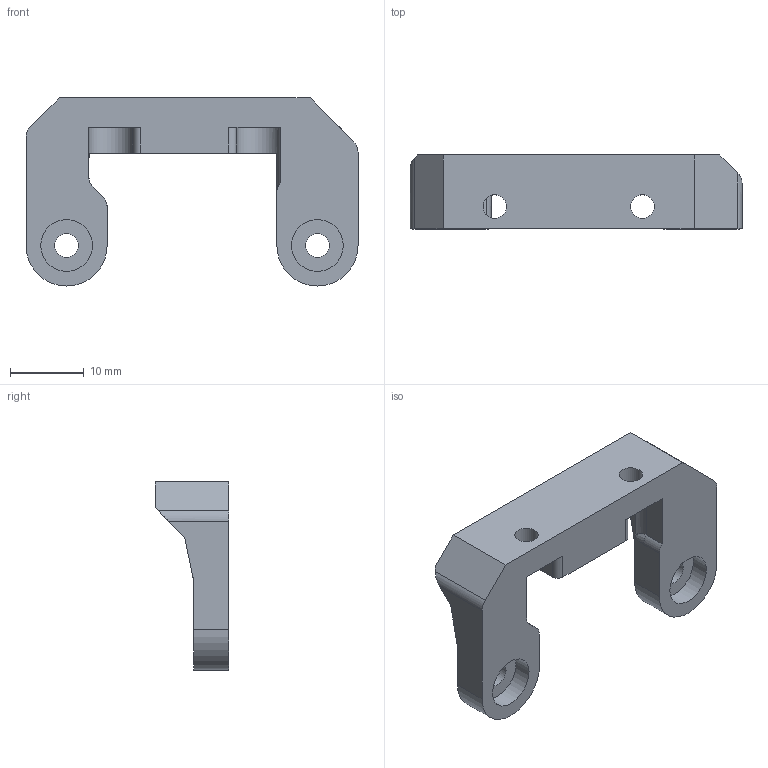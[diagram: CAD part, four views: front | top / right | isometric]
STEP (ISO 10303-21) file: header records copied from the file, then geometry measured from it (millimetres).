
FILE_DESCRIPTION(/* description */ (''),/* implementation_level */ '2;1');
FILE_NAME(/* name */ 'TC-V6-DOCK-BRACKET-HEMERA-ADAPTER.step',/* time_stamp */ '2022-01-01T22:50:27+00:00',/* author */ (''),/* organization */ (''),/* preprocessor_version */ 'ST-DEVELOPER v18.1',/* originating_system */ 'Autodesk Translation Framework v10.10.0.1391',/* authorisation */ '');
FILE_SCHEMA (('AUTOMOTIVE_DESIGN { 1 0 10303 214 3 1 1 }'));
Length unit declared in the file: millimetre
Products named in the file (1): TC-V6-DOCK-BRACKET-HEMERA-ADAPTER
Bounding box: 45 x 10 x 25.5 mm (x, y, z)
Volume: 3943.8 mm3; surface area: 2724.2 mm2
Topology: 1 solids, 1 shells, 47 faces, 123 edges, 80 vertices
Faces by surface type: plane 26, cylinder 17, bspline 4
Full cylindrical faces by diameter (mm): 3.2 x4, 7 x2
Entity records: 1639 total; most frequent: CARTESIAN_POINT 409, ORIENTED_EDGE 246, DIRECTION 246, EDGE_CURVE 123, AXIS2_PLACEMENT_3D 86, VERTEX_POINT 80, LINE 74, VECTOR 74
